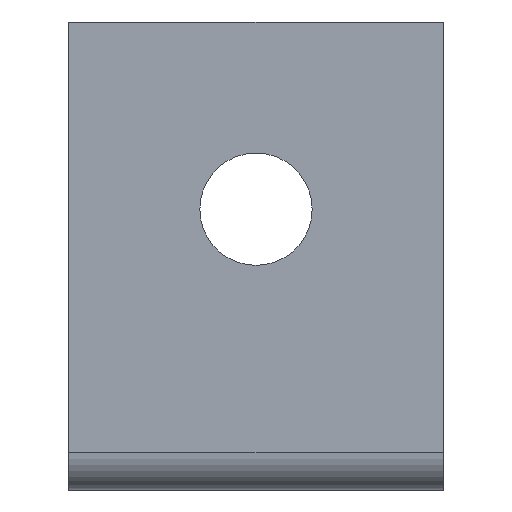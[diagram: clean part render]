
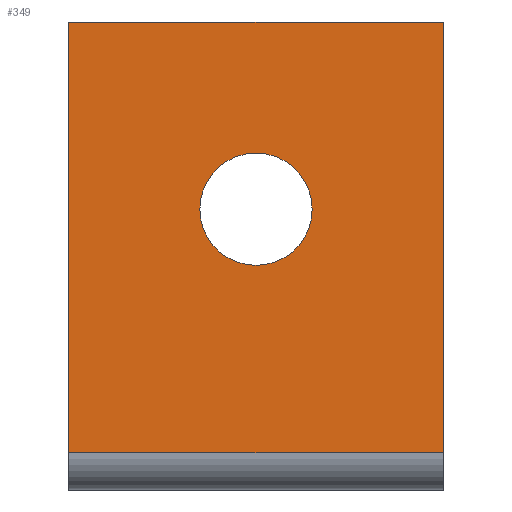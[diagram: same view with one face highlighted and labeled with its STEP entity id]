
A CAD part, front view. The second image highlights one B-rep face of the part: STEP entity #349.
In plain terms, the highlighted planar face has unit normal (0, -1, 0).
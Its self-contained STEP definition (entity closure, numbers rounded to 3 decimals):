
#156 = VERTEX_POINT('',#157);
#157 = CARTESIAN_POINT('',(0.,0.,1.));
#164 = EDGE_CURVE('',#156,#165,#167,.T.);
#165 = VERTEX_POINT('',#166);
#166 = CARTESIAN_POINT('',(0.,0.,12.5));
#167 = LINE('',#168,#169);
#168 = CARTESIAN_POINT('',(0.,0.,1.));
#169 = VECTOR('',#170,1.);
#170 = DIRECTION('',(0.,0.,1.));
#196 = EDGE_CURVE('',#156,#197,#199,.T.);
#197 = VERTEX_POINT('',#198);
#198 = CARTESIAN_POINT('',(10.,0.,1.));
#199 = LINE('',#200,#201);
#200 = CARTESIAN_POINT('',(0.,0.,1.));
#201 = VECTOR('',#202,1.);
#202 = DIRECTION('',(1.,0.,0.));
#228 = EDGE_CURVE('',#165,#229,#231,.T.);
#229 = VERTEX_POINT('',#230);
#230 = CARTESIAN_POINT('',(10.,0.,12.5));
#231 = LINE('',#232,#233);
#232 = CARTESIAN_POINT('',(0.,0.,12.5));
#233 = VECTOR('',#234,1.);
#234 = DIRECTION('',(1.,0.,0.));
#268 = EDGE_CURVE('',#197,#229,#269,.T.);
#269 = LINE('',#270,#271);
#270 = CARTESIAN_POINT('',(10.,0.,1.));
#271 = VECTOR('',#272,1.);
#272 = DIRECTION('',(0.,0.,1.));
#349 = ADVANCED_FACE('',(#350,#356),#376,.F.);
#350 = FACE_BOUND('',#351,.T.);
#351 = EDGE_LOOP('',(#352,#353,#354,#355));
#352 = ORIENTED_EDGE('',*,*,#268,.T.);
#353 = ORIENTED_EDGE('',*,*,#228,.F.);
#354 = ORIENTED_EDGE('',*,*,#164,.F.);
#355 = ORIENTED_EDGE('',*,*,#196,.T.);
#356 = FACE_BOUND('',#357,.F.);
#357 = EDGE_LOOP('',(#358,#369));
#358 = ORIENTED_EDGE('',*,*,#359,.F.);
#359 = EDGE_CURVE('',#360,#362,#364,.T.);
#360 = VERTEX_POINT('',#361);
#361 = CARTESIAN_POINT('',(6.5,0.,7.5));
#362 = VERTEX_POINT('',#363);
#363 = CARTESIAN_POINT('',(5.,0.,6.));
#364 = CIRCLE('',#365,1.5);
#365 = AXIS2_PLACEMENT_3D('',#366,#367,#368);
#366 = CARTESIAN_POINT('',(5.,0.,7.5));
#367 = DIRECTION('',(0.,1.,0.));
#368 = DIRECTION('',(1.,0.,0.));
#369 = ORIENTED_EDGE('',*,*,#370,.F.);
#370 = EDGE_CURVE('',#362,#360,#371,.T.);
#371 = CIRCLE('',#372,1.5);
#372 = AXIS2_PLACEMENT_3D('',#373,#374,#375);
#373 = CARTESIAN_POINT('',(5.,0.,7.5));
#374 = DIRECTION('',(0.,1.,0.));
#375 = DIRECTION('',(1.,0.,0.));
#376 = PLANE('',#377);
#377 = AXIS2_PLACEMENT_3D('',#378,#379,#380);
#378 = CARTESIAN_POINT('',(0.,0.,1.));
#379 = DIRECTION('',(0.,1.,0.));
#380 = DIRECTION('',(0.,0.,1.));
